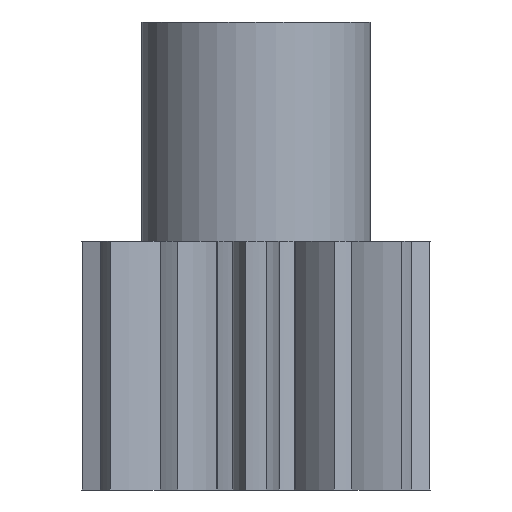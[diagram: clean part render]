
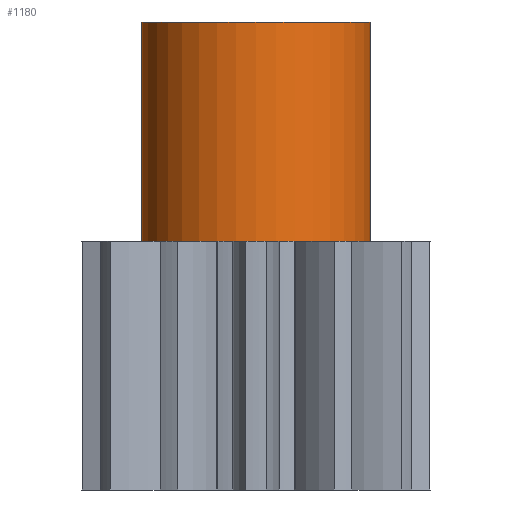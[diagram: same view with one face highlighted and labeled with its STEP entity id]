
A CAD part, front view. The second image highlights one B-rep face of the part: STEP entity #1180.
In plain terms, the highlighted cylindrical face has radius 5.842 mm (diameter 11.684 mm), a partial arc.
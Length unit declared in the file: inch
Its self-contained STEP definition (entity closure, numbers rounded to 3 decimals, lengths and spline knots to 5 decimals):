
#1139=CARTESIAN_POINT('',(0.0,0.0,0.0));
#1140=DIRECTION('',(0.0,0.0,1.0));
#1141=DIRECTION('',(-1.0,0.0,0.0));
#1142=AXIS2_PLACEMENT_3D('',#1139,#1140,#1141);
#1143=CYLINDRICAL_SURFACE('',#1142,0.23);
#1144=CARTESIAN_POINT('',(-0.23,0.,0.0));
#1145=VERTEX_POINT('',#1144);
#1146=CARTESIAN_POINT('',(-0.23,0.,0.44));
#1147=VERTEX_POINT('',#1146);
#1148=CARTESIAN_POINT('',(-0.23,0.,0.0));
#1149=DIRECTION('',(0.0,0.0,1.0));
#1150=VECTOR('',#1149,0.44);
#1151=LINE('',#1148,#1150);
#1152=EDGE_CURVE('',#1145,#1147,#1151,.T.);
#1153=ORIENTED_EDGE('',*,*,#1152,.F.);
#1154=CARTESIAN_POINT('',(0.23,0.,0.0));
#1155=VERTEX_POINT('',#1154);
#1156=CARTESIAN_POINT('',(0.0,0.0,0.0));
#1157=DIRECTION('',(0.0,0.0,-1.0));
#1158=DIRECTION('',(-1.0,0.0,0.0));
#1159=AXIS2_PLACEMENT_3D('',#1156,#1157,#1158);
#1160=CIRCLE('',#1159,0.23);
#1161=EDGE_CURVE('',#1155,#1145,#1160,.T.);
#1162=ORIENTED_EDGE('',*,*,#1161,.F.);
#1163=CARTESIAN_POINT('',(0.23,0.,0.44));
#1164=VERTEX_POINT('',#1163);
#1165=CARTESIAN_POINT('',(0.23,0.,0.44));
#1166=DIRECTION('',(0.0,0.0,-1.0));
#1167=VECTOR('',#1166,0.44);
#1168=LINE('',#1165,#1167);
#1169=EDGE_CURVE('',#1164,#1155,#1168,.T.);
#1170=ORIENTED_EDGE('',*,*,#1169,.F.);
#1171=CARTESIAN_POINT('',(0.0,0.0,0.44));
#1172=DIRECTION('',(0.0,0.0,-1.0));
#1173=DIRECTION('',(-1.0,0.0,0.0));
#1174=AXIS2_PLACEMENT_3D('',#1171,#1172,#1173);
#1175=CIRCLE('',#1174,0.23);
#1176=EDGE_CURVE('',#1164,#1147,#1175,.T.);
#1177=ORIENTED_EDGE('',*,*,#1176,.T.);
#1178=EDGE_LOOP('',(#1153,#1162,#1170,#1177));
#1179=FACE_OUTER_BOUND('',#1178,.T.);
#1180=ADVANCED_FACE('',(#1179),#1143,.T.);
